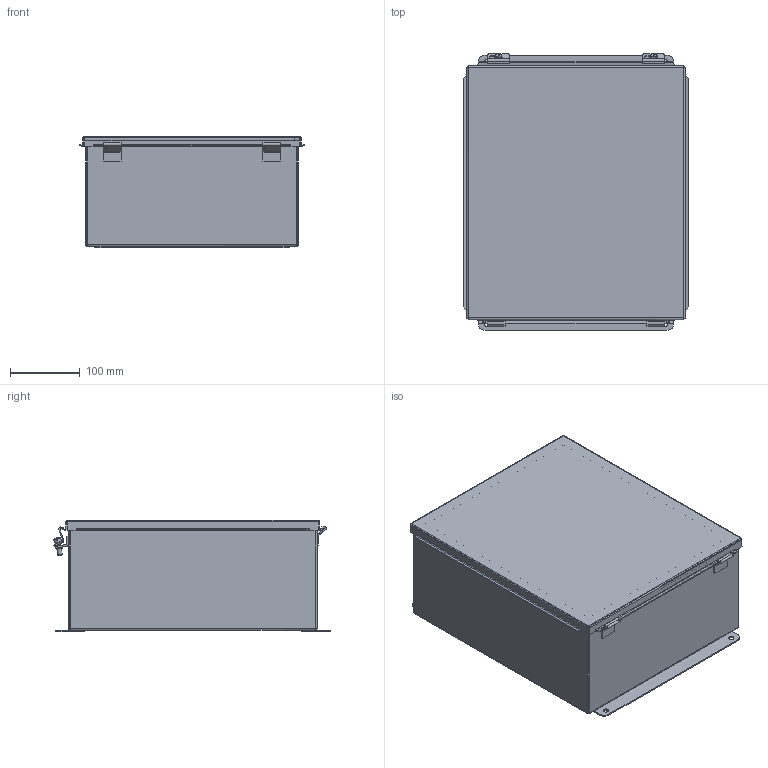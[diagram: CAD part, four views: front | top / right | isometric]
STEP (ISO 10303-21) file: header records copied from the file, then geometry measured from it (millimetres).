
FILE_DESCRIPTION((''),'2;1');
FILE_NAME('B141206.iam.stp','2012-02-02T09:17:21',(''),(''),'Autodesk Inventor 2012','Autodesk Inventor 2012','');
FILE_SCHEMA(('AUTOMOTIVE_DESIGN { 1 0 10303 214 1 1 1 1 }'));
Length unit declared in the file: inch
Products named in the file (11): B141206; 3499; 3485; C1001; H4050550; C1002; 372134; B141206BKP; 316168; 38811; B1412LID
Assembly tree (19 placements, depth 2):
  B141206
    3499  x4
    3485  x2
    C1001  x2
    H4050550  x2
    C1002  x2
    372134  x2
    B141206BKP
    316168  x2
    38811
    B1412LID
Bounding box: 323.58 x 396.07 x 159.69 mm (x, y, z)
Volume: 959457.1 mm3; surface area: 1023777.1 mm2
Topology: 19 solids, 19 shells, 422 faces, 976 edges, 601 vertices
Faces by surface type: plane 279, cylinder 98, bspline 36, sphere 4, cone 3, torus 2
Full cylindrical faces by diameter (mm): 3.175 x2, 3.556 x2, 3.962 x4, 4.826 x1, 4.978 x2, 6.35 x3, 7.62 x4, 7.874 x4, 8.738 x2, 10.402 x2, 15.875 x4
Entity records: 9217 total; most frequent: CARTESIAN_POINT 2183, DIRECTION 1314, ORIENTED_EDGE 1292, EDGE_CURVE 646, VECTOR 498, LINE 498, AXIS2_PLACEMENT_3D 408, VERTEX_POINT 394
